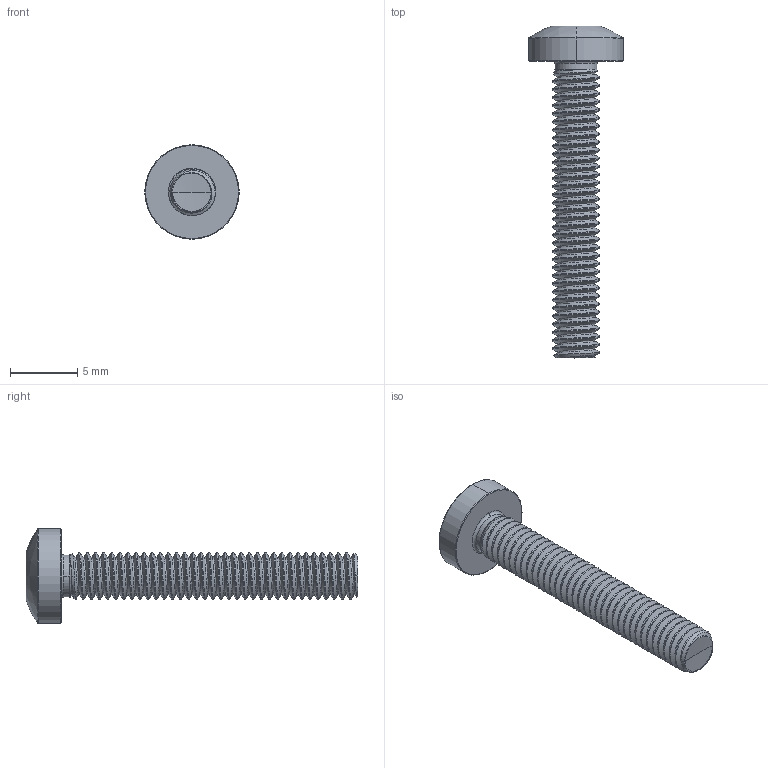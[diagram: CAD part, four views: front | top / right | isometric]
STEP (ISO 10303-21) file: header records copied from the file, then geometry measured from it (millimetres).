
FILE_DESCRIPTION (( 'STEP AP203' ), '1' );
FILE_NAME ('STM390350220.STEP', '2020-12-23T15:43:22', ( '' ), ( '' ), 'SwSTEP 2.0', 'SolidWorks 2015', '' );
FILE_SCHEMA (( 'CONFIG_CONTROL_DESIGN' ));
Length unit declared in the file: millimetre
Products named in the file (2): STM390350220
Bounding box: 7 x 24.6 x 7 mm (x, y, z)
Volume: 246.2 mm3; surface area: 489.2 mm2
Topology: 1 solids, 1 shells, 143 faces, 387 edges, 246 vertices
Faces by surface type: cylinder 93, bspline 18, torus 14, cone 11, sphere 4, plane 3
Entity records: 31489 total; most frequent: CARTESIAN_POINT 28341, ORIENTED_EDGE 770, DIRECTION 490, EDGE_CURVE 385, VERTEX_POINT 246, AXIS2_PLACEMENT_3D 194, EDGE_LOOP 145, FACE_OUTER_BOUND 143
